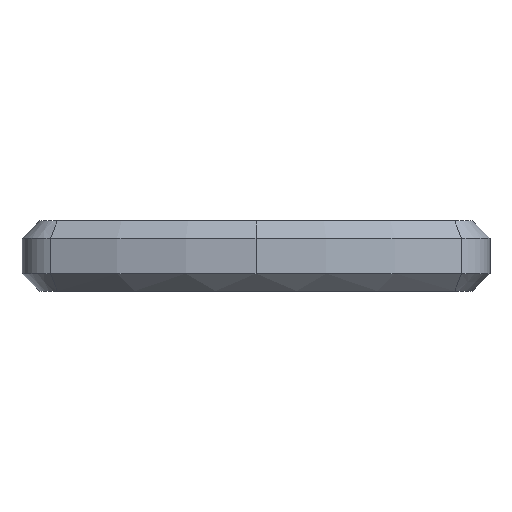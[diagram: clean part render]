
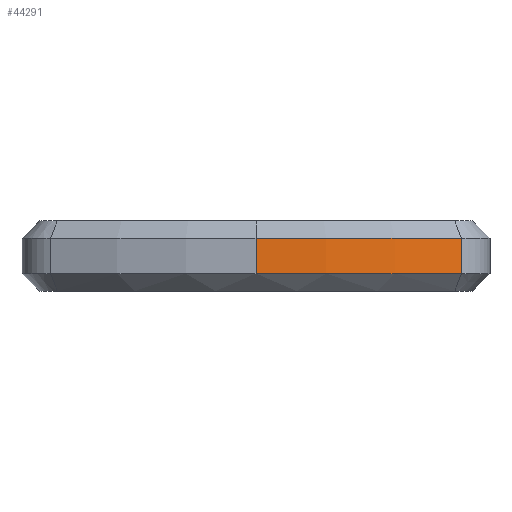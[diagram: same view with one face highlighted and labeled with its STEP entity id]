
A CAD part, left-side view. The second image highlights one B-rep face of the part: STEP entity #44291.
In plain terms, the highlighted cylindrical face has radius 45 mm (diameter 90 mm), a partial arc.
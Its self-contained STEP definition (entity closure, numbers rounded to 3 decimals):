
#360 = VERTEX_POINT ( 'NONE', #1654 ) ;
#582 = CIRCLE ( 'NONE', #6340, 45. ) ;
#1654 = CARTESIAN_POINT ( 'NONE',  ( -13.256, 29.055, 4.5 ) ) ;
#6340 = AXIS2_PLACEMENT_3D ( 'NONE', #13170, #9308, #16777 ) ;
#8675 = DIRECTION ( 'NONE',  ( 0., 0., 1. ) ) ;
#9054 = FACE_OUTER_BOUND ( 'NONE', #44431, .T. ) ;
#9308 = DIRECTION ( 'NONE',  ( 0., 0., -1. ) ) ;
#13170 = CARTESIAN_POINT ( 'NONE',  ( 31.744, 29.055, 4.5 ) ) ;
#15903 = VERTEX_POINT ( 'NONE', #18537 ) ;
#16777 = DIRECTION ( 'NONE',  ( 1., 0., 0. ) ) ;
#17659 = EDGE_CURVE ( 'NONE', #24441, #15903, #28193, .T. ) ;
#18537 = CARTESIAN_POINT ( 'NONE',  ( -9.688, 11.494, 4.5 ) ) ;
#19503 = ORIENTED_EDGE ( 'NONE', *, *, #20910, .T. ) ;
#19887 = ORIENTED_EDGE ( 'NONE', *, *, #45566, .T. ) ;
#20910 = EDGE_CURVE ( 'NONE', #24360, #24441, #49292, .T. ) ;
#21409 = DIRECTION ( 'NONE',  ( 1., 0., 0. ) ) ;
#24360 = VERTEX_POINT ( 'NONE', #43248 ) ;
#24441 = VERTEX_POINT ( 'NONE', #39131 ) ;
#24718 = DIRECTION ( 'NONE',  ( -1., 0., 0. ) ) ;
#25006 = CARTESIAN_POINT ( 'NONE',  ( 31.744, 29.055, 1.5 ) ) ;
#26013 = DIRECTION ( 'NONE',  ( 0., 0., -1. ) ) ;
#28193 = LINE ( 'NONE', #31793, #35944 ) ;
#31793 = CARTESIAN_POINT ( 'NONE',  ( -9.688, 11.494, 6. ) ) ;
#32989 = EDGE_CURVE ( 'NONE', #360, #24360, #49647, .T. ) ;
#34391 = ORIENTED_EDGE ( 'NONE', *, *, #17659, .T. ) ;
#34515 = AXIS2_PLACEMENT_3D ( 'NONE', #25006, #40679, #21409 ) ;
#35944 = VECTOR ( 'NONE', #8675, 1000. ) ;
#38254 = VECTOR ( 'NONE', #26013, 1000. ) ;
#39131 = CARTESIAN_POINT ( 'NONE',  ( -9.688, 11.494, 1.5 ) ) ;
#39945 = AXIS2_PLACEMENT_3D ( 'NONE', #48102, #40902, #24718 ) ;
#40140 = CYLINDRICAL_SURFACE ( 'NONE', #39945, 45. ) ;
#40679 = DIRECTION ( 'NONE',  ( 0., 0., 1. ) ) ;
#40902 = DIRECTION ( 'NONE',  ( 0., 0., -1. ) ) ;
#42209 = CARTESIAN_POINT ( 'NONE',  ( -13.256, 29.055, 6. ) ) ;
#43248 = CARTESIAN_POINT ( 'NONE',  ( -13.256, 29.055, 1.5 ) ) ;
#44291 = ADVANCED_FACE ( 'NONE', ( #9054 ), #40140, .T. ) ;
#44431 = EDGE_LOOP ( 'NONE', ( #19887, #45435, #19503, #34391 ) ) ;
#45435 = ORIENTED_EDGE ( 'NONE', *, *, #32989, .T. ) ;
#45566 = EDGE_CURVE ( 'NONE', #15903, #360, #582, .T. ) ;
#48102 = CARTESIAN_POINT ( 'NONE',  ( 31.744, 29.055, 6. ) ) ;
#49292 = CIRCLE ( 'NONE', #34515, 45. ) ;
#49647 = LINE ( 'NONE', #42209, #38254 ) ;
